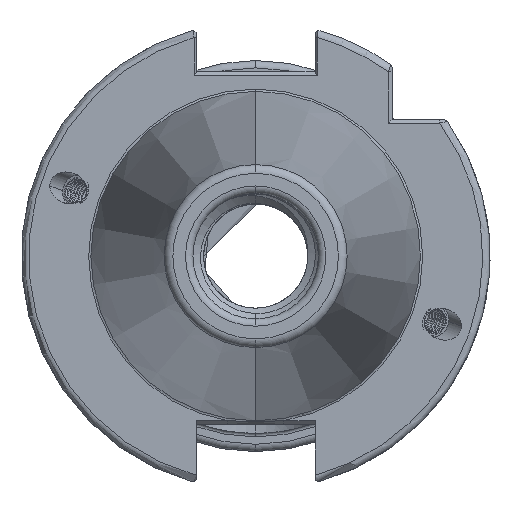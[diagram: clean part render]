
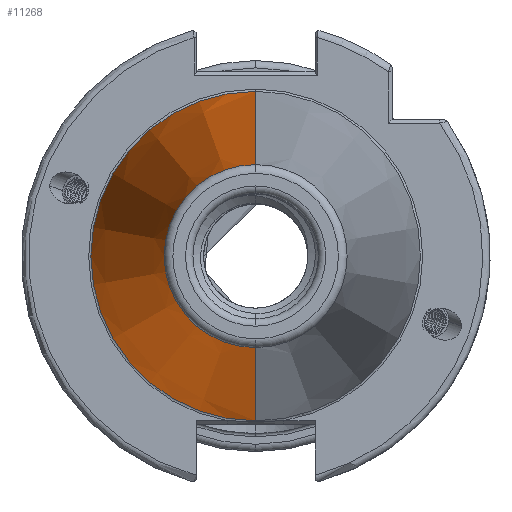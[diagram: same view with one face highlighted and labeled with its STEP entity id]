
A CAD part, left-side view. The second image highlights one B-rep face of the part: STEP entity #11268.
In plain terms, the highlighted conical face has half-angle 8.297 degrees and reference radius 22.692 mm.
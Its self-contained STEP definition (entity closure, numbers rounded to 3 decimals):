
#128 = DIRECTION ( 'NONE',  ( 0., 0., -1. ) ) ;
#131 = DIRECTION ( 'NONE',  ( 1., 0., 0. ) ) ;
#143 = CARTESIAN_POINT ( 'NONE',  ( 0., 0., 0. ) ) ;
#5281 = AXIS2_PLACEMENT_3D ( 'NONE', #10903, #10911, #10937 ) ;
#5293 = AXIS2_PLACEMENT_3D ( 'NONE', #11014, #10992, #10996 ) ;
#8326 = VECTOR ( 'NONE', #10979, 1000. ) ;
#8329 = LINE ( 'NONE', #10930, #8326 ) ;
#8351 = CIRCLE ( 'NONE', #5281, 22.327 ) ;
#8380 = CIRCLE ( 'NONE', #5293, 12.4 ) ;
#8389 = LINE ( 'NONE', #11105, #8436 ) ;
#8436 = VECTOR ( 'NONE', #11148, 1000. ) ;
#10903 = CARTESIAN_POINT ( 'NONE',  ( -2.5, 0., 0. ) ) ;
#10911 = DIRECTION ( 'NONE',  ( 1., 0., 0. ) ) ;
#10930 = CARTESIAN_POINT ( 'NONE',  ( 0., 0., 22.692 ) ) ;
#10937 = DIRECTION ( 'NONE',  ( 0., 0., -1. ) ) ;
#10979 = DIRECTION ( 'NONE',  ( 0.99, 0., 0.144 ) ) ;
#10992 = DIRECTION ( 'NONE',  ( 1., 0., 0. ) ) ;
#10996 = DIRECTION ( 'NONE',  ( 0., 0., 1. ) ) ;
#11014 = CARTESIAN_POINT ( 'NONE',  ( -70.573, 0., 0. ) ) ;
#11105 = CARTESIAN_POINT ( 'NONE',  ( 0., 0., -22.692 ) ) ;
#11148 = DIRECTION ( 'NONE',  ( 0.99, 0., -0.144 ) ) ;
#11268 = ADVANCED_FACE ( 'NONE', ( #17553 ), #17650, .T. ) ;
#11972 = EDGE_CURVE ( 'NONE', #15067, #14959, #8351, .T. ) ;
#11984 = EDGE_CURVE ( 'NONE', #14898, #14959, #8329, .T. ) ;
#12024 = EDGE_CURVE ( 'NONE', #14926, #14898, #8380, .T. ) ;
#12082 = EDGE_CURVE ( 'NONE', #14926, #15067, #8389, .T. ) ;
#12697 = EDGE_LOOP ( 'NONE', ( #13047, #13079, #12958, #13103 ) ) ;
#12958 = ORIENTED_EDGE ( 'NONE', *, *, #11972, .F. ) ;
#13047 = ORIENTED_EDGE ( 'NONE', *, *, #12024, .T. ) ;
#13079 = ORIENTED_EDGE ( 'NONE', *, *, #11984, .T. ) ;
#13103 = ORIENTED_EDGE ( 'NONE', *, *, #12082, .F. ) ;
#13865 = AXIS2_PLACEMENT_3D ( 'NONE', #143, #131, #128 ) ;
#14898 = VERTEX_POINT ( 'NONE', #18464 ) ;
#14926 = VERTEX_POINT ( 'NONE', #18501 ) ;
#14959 = VERTEX_POINT ( 'NONE', #18506 ) ;
#15067 = VERTEX_POINT ( 'NONE', #18581 ) ;
#17553 = FACE_OUTER_BOUND ( 'NONE', #12697, .T. ) ;
#17650 = CONICAL_SURFACE ( 'NONE', #13865, 22.692, 0.145 ) ;
#18464 = CARTESIAN_POINT ( 'NONE',  ( -70.573, 0., 12.4 ) ) ;
#18501 = CARTESIAN_POINT ( 'NONE',  ( -70.573, 0., -12.4 ) ) ;
#18506 = CARTESIAN_POINT ( 'NONE',  ( -2.5, 0., 22.327 ) ) ;
#18581 = CARTESIAN_POINT ( 'NONE',  ( -2.5, 0., -22.327 ) ) ;
